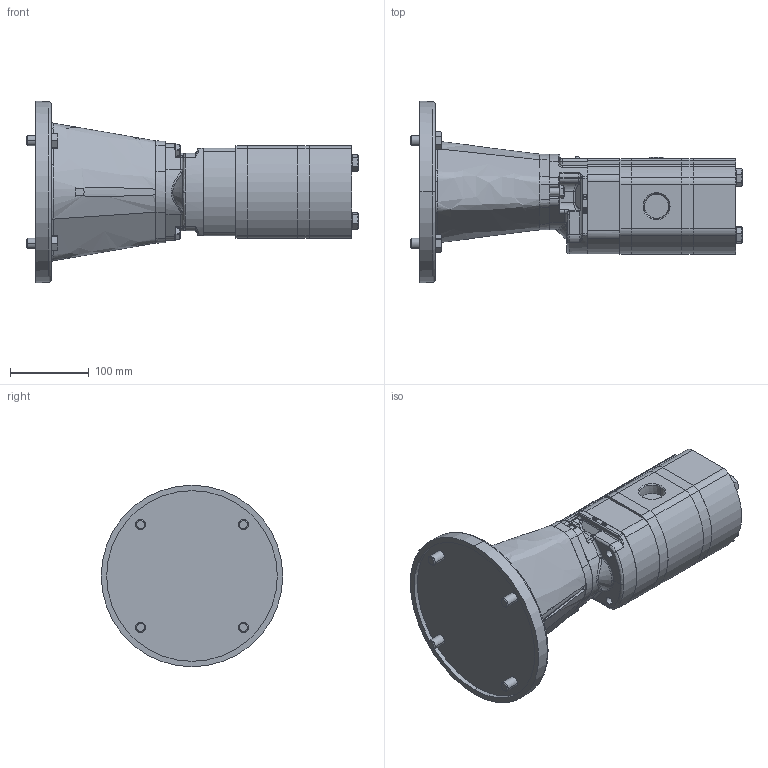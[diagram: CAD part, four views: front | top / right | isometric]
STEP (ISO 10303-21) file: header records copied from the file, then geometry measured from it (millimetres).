
FILE_DESCRIPTION (( 'STEP AP214' ), '1' );
FILE_NAME ('GPV-0712-02.STEP', '2020-02-19T19:13:17', ( '' ), ( '' ), 'SwSTEP 2.0', 'SolidWorks 2018', '' );
FILE_SCHEMA (( 'AUTOMOTIVE_DESIGN' ));
Length unit declared in the file: inch
Products named in the file (1): GPV-0712-02
Bounding box: 420.41 x 229.95 x 229.95 mm (x, y, z)
Volume: 5154062 mm3; surface area: 286528 mm2
Topology: 1 solids, 1 shells, 934 faces, 2607 edges, 1834 vertices
Faces by surface type: plane 395, cylinder 254, bspline 173, cone 94, sphere 12, torus 6
Entity records: 50349 total; most frequent: CARTESIAN_POINT 19938, ORIENTED_EDGE 5196, DIRECTION 4112, EDGE_CURVE 2598, VERTEX_POINT 1834, AXIS2_PLACEMENT_3D 1408, VECTOR 1296, LINE 1296
